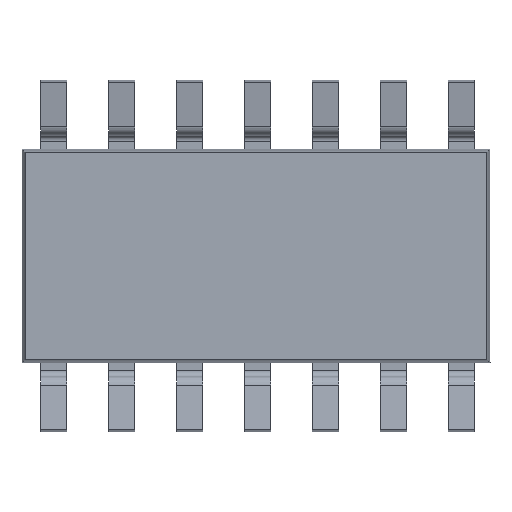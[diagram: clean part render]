
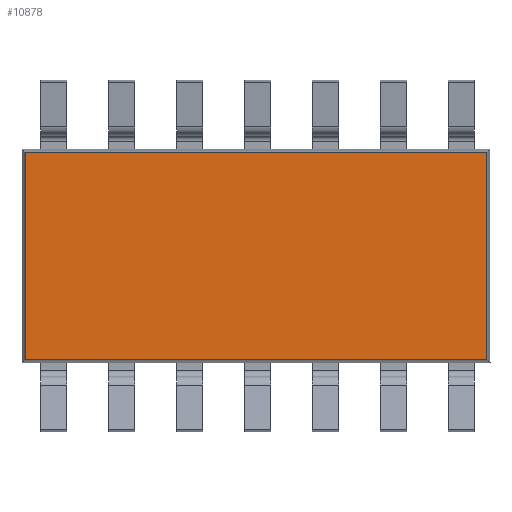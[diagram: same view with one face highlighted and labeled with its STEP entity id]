
A CAD part, front view. The second image highlights one B-rep face of the part: STEP entity #10878.
In plain terms, the highlighted planar face has unit normal (0, -1, 0).
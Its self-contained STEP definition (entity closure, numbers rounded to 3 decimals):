
#614 = VERTEX_POINT ( 'NONE', #4203 ) ;
#692 = DIRECTION ( 'NONE',  ( 1., 0., 0. ) ) ;
#1087 = DIRECTION ( 'NONE',  ( 0., 0., 1. ) ) ;
#1202 = EDGE_CURVE ( 'NONE', #1491, #10814, #9866, .T. ) ;
#1491 = VERTEX_POINT ( 'NONE', #4059 ) ;
#1502 = DIRECTION ( 'NONE',  ( 0., 0., -1. ) ) ;
#2467 = CARTESIAN_POINT ( 'NONE',  ( 4.311, 0., 1.936 ) ) ;
#2696 = EDGE_LOOP ( 'NONE', ( #8629, #8673, #9183, #8528 ) ) ;
#2915 = DIRECTION ( 'NONE',  ( 0., 0., -1. ) ) ;
#3529 = CARTESIAN_POINT ( 'NONE',  ( 57.075, 0., -1.936 ) ) ;
#3563 = LINE ( 'NONE', #7172, #11718 ) ;
#3621 = LINE ( 'NONE', #10137, #4537 ) ;
#3717 = VERTEX_POINT ( 'NONE', #2467 ) ;
#4059 = CARTESIAN_POINT ( 'NONE',  ( -4.311, 0., -1.936 ) ) ;
#4203 = CARTESIAN_POINT ( 'NONE',  ( -4.311, 0., 1.936 ) ) ;
#4537 = VECTOR ( 'NONE', #2915, 1000. ) ;
#5083 = DIRECTION ( 'NONE',  ( -1., 0., 0. ) ) ;
#5139 = CARTESIAN_POINT ( 'NONE',  ( 57.075, 0., 1.936 ) ) ;
#5286 = EDGE_CURVE ( 'NONE', #3717, #10814, #3563, .T. ) ;
#5329 = EDGE_CURVE ( 'NONE', #614, #1491, #3621, .T. ) ;
#6306 = CARTESIAN_POINT ( 'NONE',  ( 4.311, 0., -1.936 ) ) ;
#7172 = CARTESIAN_POINT ( 'NONE',  ( 4.311, 0., 59.45 ) ) ;
#7307 = CARTESIAN_POINT ( 'NONE',  ( 0., 0., 0. ) ) ;
#7367 = FACE_OUTER_BOUND ( 'NONE', #2696, .T. ) ;
#7704 = EDGE_CURVE ( 'NONE', #3717, #614, #9591, .T. ) ;
#8528 = ORIENTED_EDGE ( 'NONE', *, *, #1202, .T. ) ;
#8629 = ORIENTED_EDGE ( 'NONE', *, *, #5286, .F. ) ;
#8673 = ORIENTED_EDGE ( 'NONE', *, *, #7704, .T. ) ;
#9183 = ORIENTED_EDGE ( 'NONE', *, *, #5329, .T. ) ;
#9470 = VECTOR ( 'NONE', #5083, 1000. ) ;
#9591 = LINE ( 'NONE', #5139, #9470 ) ;
#9866 = LINE ( 'NONE', #3529, #11078 ) ;
#10137 = CARTESIAN_POINT ( 'NONE',  ( -4.311, 0., 59.45 ) ) ;
#10489 = AXIS2_PLACEMENT_3D ( 'NONE', #7307, #10923, #1087 ) ;
#10809 = PLANE ( 'NONE',  #10489 ) ;
#10814 = VERTEX_POINT ( 'NONE', #6306 ) ;
#10878 = ADVANCED_FACE ( 'NONE', ( #7367 ), #10809, .F. ) ;
#10923 = DIRECTION ( 'NONE',  ( 0., 1., 0. ) ) ;
#11078 = VECTOR ( 'NONE', #692, 1000. ) ;
#11718 = VECTOR ( 'NONE', #1502, 1000. ) ;
